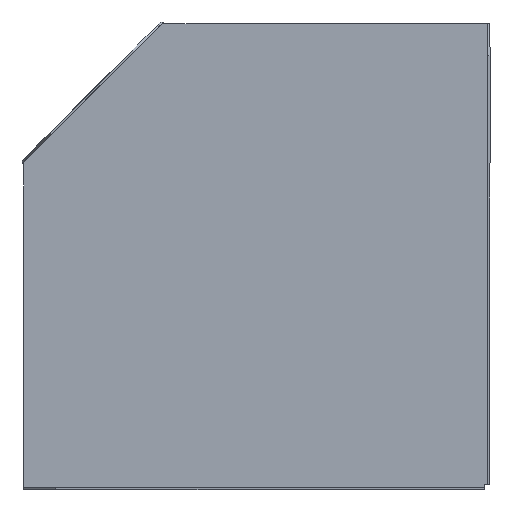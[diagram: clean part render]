
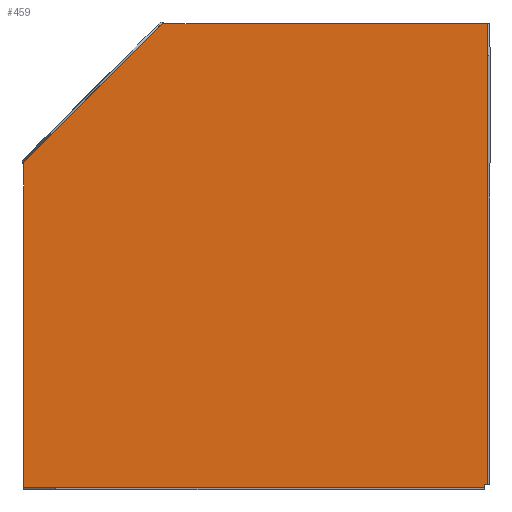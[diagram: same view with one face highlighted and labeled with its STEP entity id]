
A CAD part, front view. The second image highlights one B-rep face of the part: STEP entity #459.
In plain terms, the highlighted planar face has unit normal (0, -1, 0).
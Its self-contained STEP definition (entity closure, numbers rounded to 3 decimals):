
#3 = ORIENTED_EDGE ( 'NONE', *, *, #743, .T. ) ;
#8 = CARTESIAN_POINT ( 'NONE',  ( 72.5, -0.7, -71.5 ) ) ;
#16 = DIRECTION ( 'NONE',  ( 0., 0., 1. ) ) ;
#18 = CARTESIAN_POINT ( 'NONE',  ( -71.467, -0.7, 27.239 ) ) ;
#23 = LINE ( 'NONE', #123, #181 ) ;
#31 = CARTESIAN_POINT ( 'NONE',  ( 71.5, -0.7, -71.5 ) ) ;
#33 = EDGE_CURVE ( 'NONE', #59, #457, #368, .T. ) ;
#36 = DIRECTION ( 'NONE',  ( 1., 0., 0. ) ) ;
#37 = CARTESIAN_POINT ( 'NONE',  ( 72.5, -0.7, 71.5 ) ) ;
#38 = CARTESIAN_POINT ( 'NONE',  ( 71.5, -0.7, 71.5 ) ) ;
#39 = CARTESIAN_POINT ( 'NONE',  ( -28.442, -0.7, 71.472 ) ) ;
#55 = LINE ( 'NONE', #628, #853 ) ;
#59 = VERTEX_POINT ( 'NONE', #31 ) ;
#64 = B_SPLINE_CURVE_WITH_KNOTS ( 'NONE', 3,
 ( #646, #720, #330, #929, #501, #39 ),
 .UNSPECIFIED., .F., .F.,
 ( 4, 2, 4 ),
 ( 0.01, 0.011, 0.012 ),
 .UNSPECIFIED. ) ;
#90 = CARTESIAN_POINT ( 'NONE',  ( -71.5, -0.7, -71.5 ) ) ;
#95 = CARTESIAN_POINT ( 'NONE',  ( -71.5, -0.7, -72.5 ) ) ;
#99 = CARTESIAN_POINT ( 'NONE',  ( -27., -0.7, 71.5 ) ) ;
#111 = ORIENTED_EDGE ( 'NONE', *, *, #33, .T. ) ;
#113 = CARTESIAN_POINT ( 'NONE',  ( -71.472, -0.7, 28.442 ) ) ;
#123 = CARTESIAN_POINT ( 'NONE',  ( 0., -0.7, -72.5 ) ) ;
#137 = ORIENTED_EDGE ( 'NONE', *, *, #177, .F. ) ;
#141 = VERTEX_POINT ( 'NONE', #37 ) ;
#145 = VECTOR ( 'NONE', #800, 1000. ) ;
#161 = VERTEX_POINT ( 'NONE', #95 ) ;
#175 = CARTESIAN_POINT ( 'NONE',  ( -71.411, -0.7, 27.962 ) ) ;
#177 = EDGE_CURVE ( 'NONE', #495, #584, #298, .T. ) ;
#178 = DIRECTION ( 'NONE',  ( 1., 0., 0. ) ) ;
#181 = VECTOR ( 'NONE', #936, 1000. ) ;
#229 = VECTOR ( 'NONE', #36, 1000. ) ;
#238 = ORIENTED_EDGE ( 'NONE', *, *, #566, .F. ) ;
#253 = CARTESIAN_POINT ( 'NONE',  ( 0., -0.7, 0. ) ) ;
#263 = CARTESIAN_POINT ( 'NONE',  ( -71.472, -0.7, 28.442 ) ) ;
#289 = LINE ( 'NONE', #90, #677 ) ;
#298 = B_SPLINE_CURVE_WITH_KNOTS ( 'NONE', 3,
 ( #626, #18, #845, #175, #707, #263 ),
 .UNSPECIFIED., .F., .F.,
 ( 4, 2, 4 ),
 ( 0.01, 0.011, 0.012 ),
 .UNSPECIFIED. ) ;
#305 = VECTOR ( 'NONE', #547, 1000. ) ;
#324 = DIRECTION ( 'NONE',  ( 0., 0., -1. ) ) ;
#327 = CARTESIAN_POINT ( 'NONE',  ( -71.5, -0.7, 27. ) ) ;
#330 = CARTESIAN_POINT ( 'NONE',  ( -27.479, -0.7, 71.433 ) ) ;
#363 = VERTEX_POINT ( 'NONE', #389 ) ;
#368 = LINE ( 'NONE', #871, #727 ) ;
#379 = LINE ( 'NONE', #494, #229 ) ;
#389 = CARTESIAN_POINT ( 'NONE',  ( -28.442, -0.7, 71.472 ) ) ;
#401 = VECTOR ( 'NONE', #16, 1000. ) ;
#421 = EDGE_CURVE ( 'NONE', #457, #141, #799, .T. ) ;
#430 = CARTESIAN_POINT ( 'NONE',  ( -49.957, -0.7, 49.957 ) ) ;
#432 = DIRECTION ( 'NONE',  ( 0., 0., 1. ) ) ;
#433 = VERTEX_POINT ( 'NONE', #768 ) ;
#441 = EDGE_CURVE ( 'NONE', #59, #749, #772, .T. ) ;
#445 = ORIENTED_EDGE ( 'NONE', *, *, #497, .F. ) ;
#455 = EDGE_CURVE ( 'NONE', #433, #161, #289, .T. ) ;
#457 = VERTEX_POINT ( 'NONE', #8 ) ;
#459 = ADVANCED_FACE ( 'NONE', ( #660 ), #694, .T. ) ;
#477 = CARTESIAN_POINT ( 'NONE',  ( 72.5, -0.7, 0. ) ) ;
#494 = CARTESIAN_POINT ( 'NONE',  ( 71.5, -0.7, 71.5 ) ) ;
#495 = VERTEX_POINT ( 'NONE', #327 ) ;
#497 = EDGE_CURVE ( 'NONE', #637, #141, #55, .T. ) ;
#501 = CARTESIAN_POINT ( 'NONE',  ( -28.205, -0.7, 71.424 ) ) ;
#507 = VERTEX_POINT ( 'NONE', #99 ) ;
#510 = DIRECTION ( 'NONE',  ( 1., 0., 0. ) ) ;
#513 = AXIS2_PLACEMENT_3D ( 'NONE', #253, #766, #324 ) ;
#547 = DIRECTION ( 'NONE',  ( 0., 0., -1. ) ) ;
#550 = LINE ( 'NONE', #939, #731 ) ;
#562 = ORIENTED_EDGE ( 'NONE', *, *, #796, .F. ) ;
#566 = EDGE_CURVE ( 'NONE', #507, #637, #379, .T. ) ;
#584 = VERTEX_POINT ( 'NONE', #113 ) ;
#598 = ORIENTED_EDGE ( 'NONE', *, *, #421, .T. ) ;
#617 = DIRECTION ( 'NONE',  ( 0., 0., -1. ) ) ;
#626 = CARTESIAN_POINT ( 'NONE',  ( -71.5, -0.7, 27. ) ) ;
#628 = CARTESIAN_POINT ( 'NONE',  ( 0., -0.7, 71.5 ) ) ;
#637 = VERTEX_POINT ( 'NONE', #38 ) ;
#643 = EDGE_CURVE ( 'NONE', #507, #363, #64, .T. ) ;
#646 = CARTESIAN_POINT ( 'NONE',  ( -27., -0.7, 71.5 ) ) ;
#660 = FACE_OUTER_BOUND ( 'NONE', #819, .T. ) ;
#677 = VECTOR ( 'NONE', #617, 1000. ) ;
#694 = PLANE ( 'NONE',  #513 ) ;
#707 = CARTESIAN_POINT ( 'NONE',  ( -71.424, -0.7, 28.205 ) ) ;
#720 = CARTESIAN_POINT ( 'NONE',  ( -27.239, -0.7, 71.467 ) ) ;
#727 = VECTOR ( 'NONE', #510, 1000. ) ;
#728 = CARTESIAN_POINT ( 'NONE',  ( 71.5, -0.7, -72.5 ) ) ;
#731 = VECTOR ( 'NONE', #432, 1000. ) ;
#743 = EDGE_CURVE ( 'NONE', #161, #749, #23, .T. ) ;
#749 = VERTEX_POINT ( 'NONE', #728 ) ;
#754 = ORIENTED_EDGE ( 'NONE', *, *, #643, .T. ) ;
#763 = EDGE_CURVE ( 'NONE', #363, #584, #775, .T. ) ;
#766 = DIRECTION ( 'NONE',  ( 0., -1., 0. ) ) ;
#768 = CARTESIAN_POINT ( 'NONE',  ( -71.5, -0.7, -71.5 ) ) ;
#772 = LINE ( 'NONE', #914, #305 ) ;
#775 = LINE ( 'NONE', #430, #145 ) ;
#779 = ORIENTED_EDGE ( 'NONE', *, *, #455, .T. ) ;
#796 = EDGE_CURVE ( 'NONE', #433, #495, #550, .T. ) ;
#799 = LINE ( 'NONE', #477, #401 ) ;
#800 = DIRECTION ( 'NONE',  ( -0.707, 0., -0.707 ) ) ;
#819 = EDGE_LOOP ( 'NONE', ( #562, #779, #3, #877, #111, #598, #445, #238, #754, #927, #137 ) ) ;
#845 = CARTESIAN_POINT ( 'NONE',  ( -71.433, -0.7, 27.479 ) ) ;
#853 = VECTOR ( 'NONE', #178, 1000. ) ;
#871 = CARTESIAN_POINT ( 'NONE',  ( 71.5, -0.7, -71.5 ) ) ;
#877 = ORIENTED_EDGE ( 'NONE', *, *, #441, .F. ) ;
#914 = CARTESIAN_POINT ( 'NONE',  ( 71.5, -0.7, 0. ) ) ;
#927 = ORIENTED_EDGE ( 'NONE', *, *, #763, .T. ) ;
#929 = CARTESIAN_POINT ( 'NONE',  ( -27.962, -0.7, 71.411 ) ) ;
#936 = DIRECTION ( 'NONE',  ( 1., 0., 0. ) ) ;
#939 = CARTESIAN_POINT ( 'NONE',  ( -71.5, -0.7, 27. ) ) ;
